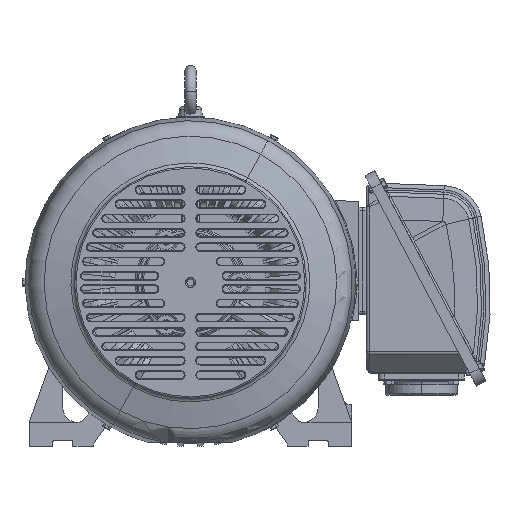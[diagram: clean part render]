
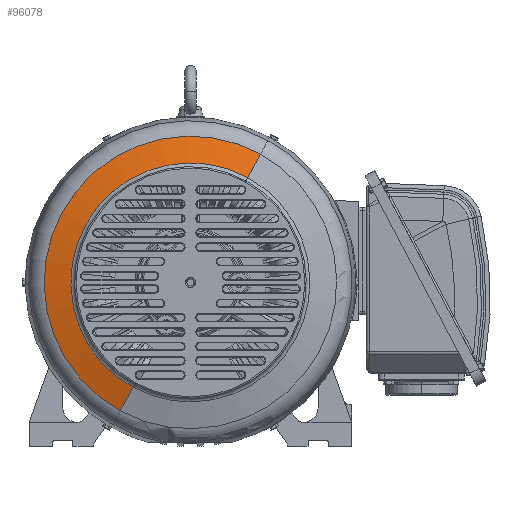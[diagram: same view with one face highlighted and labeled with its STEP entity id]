
A CAD part, front view. The second image highlights one B-rep face of the part: STEP entity #96078.
In plain terms, the highlighted conical face has half-angle 75 degrees and reference radius 166.688 mm.
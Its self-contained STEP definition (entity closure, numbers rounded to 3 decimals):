
#95961=CARTESIAN_POINT('Vertex',(97.792,-374.722,179.006)) ;
#95968=CARTESIAN_POINT('Vertex',(-97.792,-374.722,-179.006)) ;
#95985=CARTESIAN_POINT('Axis2P3D Location',(0.,-374.722,0.)) ;
#96036=CARTESIAN_POINT('Axis2P3D Location',(0.,-384.713,0.)) ;
#96041=CARTESIAN_POINT('Line Origine',(88.853,-379.717,162.645)) ;
#96045=CARTESIAN_POINT('Vertex',(79.915,-384.713,146.283)) ;
#96052=CARTESIAN_POINT('Vertex',(-79.915,-384.713,-146.283)) ;
#96055=CARTESIAN_POINT('Line Origine',(-88.853,-379.717,-162.645)) ;
#96067=CARTESIAN_POINT('Axis2P3D Location',(0.,-384.713,0.)) ;
#95986=DIRECTION('Axis2P3D Direction',(-0.,1.,0.)) ;
#96037=DIRECTION('Axis2P3D Direction',(0.,1.,0.)) ;
#96038=DIRECTION('Axis2P3D XDirection',(-0.479,0.,-0.878)) ;
#96042=DIRECTION('Vector Direction',(0.463,0.259,0.848)) ;
#96056=DIRECTION('Vector Direction',(-0.463,0.259,-0.848)) ;
#96068=DIRECTION('Axis2P3D Direction',(-0.,1.,0.)) ;
#95987=AXIS2_PLACEMENT_3D('Circle Axis2P3D',#95985,#95986,$) ;
#96039=AXIS2_PLACEMENT_3D('Cone Axis2P3D',#96036,#96037,#96038) ;
#96069=AXIS2_PLACEMENT_3D('Circle Axis2P3D',#96067,#96068,$) ;
#96073=ORIENTED_EDGE('',*,*,#95989,.F.) ;
#96074=ORIENTED_EDGE('',*,*,#96059,.T.) ;
#96075=ORIENTED_EDGE('',*,*,#96071,.T.) ;
#96076=ORIENTED_EDGE('',*,*,#96047,.F.) ;
#96043=VECTOR('Line Direction',#96042,1.) ;
#96057=VECTOR('Line Direction',#96056,1.) ;
#96078=ADVANCED_FACE('31407C309.1',(#96077),#96040,.T.) ;
#95988=CIRCLE('generated circle',#95987,203.977) ;
#96070=CIRCLE('generated circle',#96069,166.688) ;
#96040=CONICAL_SURFACE('Cone',#96039,166.688,1.309) ;
#95989=EDGE_CURVE('',#95969,#95962,#95988,.T.) ;
#96047=EDGE_CURVE('',#95962,#96046,#96044,.F.) ;
#96059=EDGE_CURVE('',#95969,#96053,#96058,.F.) ;
#96071=EDGE_CURVE('',#96053,#96046,#96070,.T.) ;
#96072=EDGE_LOOP('',(#96073,#96074,#96075,#96076)) ;
#96077=FACE_OUTER_BOUND('',#96072,.T.) ;
#96044=LINE('Line',#96041,#96043) ;
#96058=LINE('Line',#96055,#96057) ;
#95962=VERTEX_POINT('',#95961) ;
#95969=VERTEX_POINT('',#95968) ;
#96046=VERTEX_POINT('',#96045) ;
#96053=VERTEX_POINT('',#96052) ;
